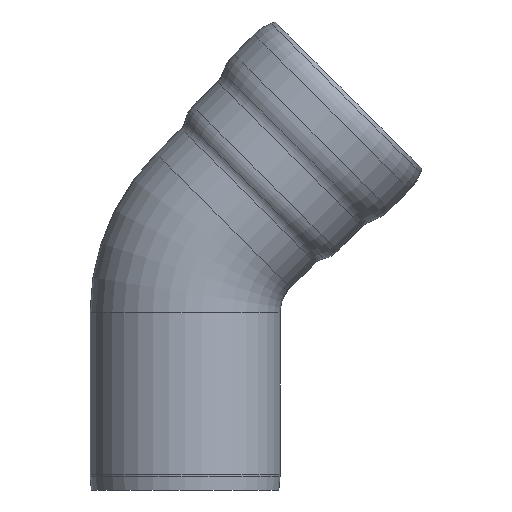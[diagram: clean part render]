
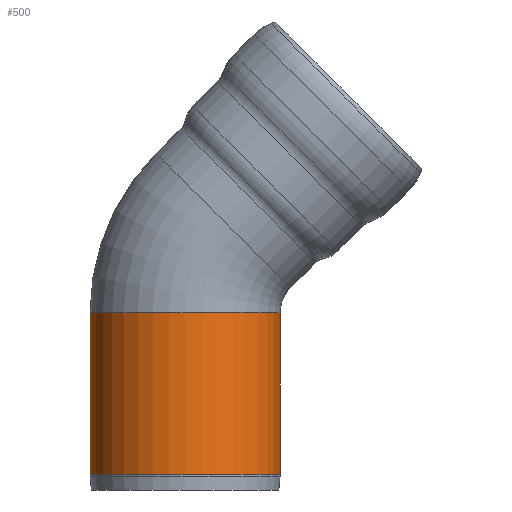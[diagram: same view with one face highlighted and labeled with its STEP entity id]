
A CAD part, front view. The second image highlights one B-rep face of the part: STEP entity #500.
In plain terms, the highlighted cylindrical face has radius 510 mm (diameter 1020 mm), a full revolution.
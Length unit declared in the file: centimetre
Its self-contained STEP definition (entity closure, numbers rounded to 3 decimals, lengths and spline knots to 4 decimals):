
#54=LINE('',#946,#68);
#68=VECTOR('',#791,51.);
#76=CYLINDRICAL_SURFACE('',#594,51.);
#108=FACE_OUTER_BOUND('',#140,.T.);
#140=EDGE_LOOP('',(#460,#461,#462,#463,#464));
#189=CIRCLE('',#575,51.);
#199=CIRCLE('',#591,51.);
#201=CIRCLE('',#593,51.);
#237=VERTEX_POINT('',#911);
#246=VERTEX_POINT('',#940);
#247=VERTEX_POINT('',#941);
#304=EDGE_CURVE('',#237,#237,#189,.T.);
#317=EDGE_CURVE('',#246,#247,#199,.T.);
#319=EDGE_CURVE('',#247,#246,#201,.T.);
#320=EDGE_CURVE('',#237,#247,#54,.T.);
#460=ORIENTED_EDGE('',*,*,#304,.F.);
#461=ORIENTED_EDGE('',*,*,#320,.T.);
#462=ORIENTED_EDGE('',*,*,#319,.T.);
#463=ORIENTED_EDGE('',*,*,#317,.T.);
#464=ORIENTED_EDGE('',*,*,#320,.F.);
#500=ADVANCED_FACE('',(#108),#76,.T.);
#575=AXIS2_PLACEMENT_3D('',#913,#748,#749);
#591=AXIS2_PLACEMENT_3D('',#942,#783,#784);
#593=AXIS2_PLACEMENT_3D('',#944,#787,#788);
#594=AXIS2_PLACEMENT_3D('',#945,#789,#790);
#748=DIRECTION('center_axis',(0.,0.,1.));
#749=DIRECTION('ref_axis',(1.,0.,0.));
#783=DIRECTION('center_axis',(0.,0.,1.));
#784=DIRECTION('ref_axis',(1.,0.,0.));
#787=DIRECTION('center_axis',(0.,0.,1.));
#788=DIRECTION('ref_axis',(1.,0.,0.));
#789=DIRECTION('center_axis',(0.,0.,1.));
#790=DIRECTION('ref_axis',(-1.,0.,0.));
#791=DIRECTION('',(0.,0.,-1.));
#911=CARTESIAN_POINT('',(227.5558,-30.6521,81.5522));
#913=CARTESIAN_POINT('Origin',(176.5558,-30.6521,81.5522));
#940=CARTESIAN_POINT('',(176.5558,20.3479,-4.9264));
#941=CARTESIAN_POINT('',(227.5558,-30.6521,-4.9264));
#942=CARTESIAN_POINT('Origin',(176.5558,-30.6521,-4.9264));
#944=CARTESIAN_POINT('Origin',(176.5558,-30.6521,-4.9264));
#945=CARTESIAN_POINT('Origin',(176.5558,-30.6521,0.8117));
#946=CARTESIAN_POINT('',(227.5558,-30.6521,0.8117));
